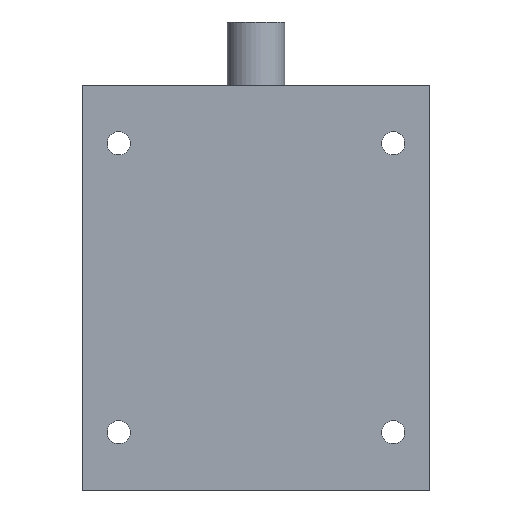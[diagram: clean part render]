
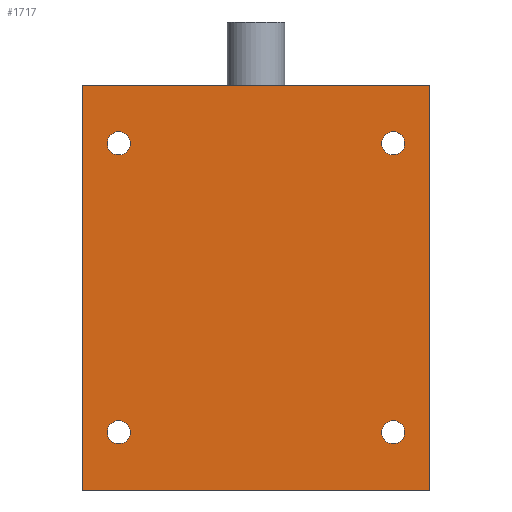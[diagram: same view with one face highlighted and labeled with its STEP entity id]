
A CAD part, front view. The second image highlights one B-rep face of the part: STEP entity #1717.
In plain terms, the highlighted planar face has unit normal (0, -1, 0).
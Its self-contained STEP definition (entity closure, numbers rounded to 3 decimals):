
#122=CARTESIAN_POINT('',(-43.5,0.,20.));
#123=VERTEX_POINT('',#122);
#124=CARTESIAN_POINT('',(-51.5,0.,20.));
#125=VERTEX_POINT('',#124);
#126=CARTESIAN_POINT('',(-47.5,0.,20.));
#127=DIRECTION('',(1.,0.,0.));
#128=DIRECTION('',(-0.,-1.,0.));
#129=AXIS2_PLACEMENT_3D('',#126,#128,#127);
#130=CIRCLE('',#129,4.);
#131=EDGE_CURVE('',#123,#125,#130,.T.);
#133=CARTESIAN_POINT('',(-47.5,0.,20.));
#134=DIRECTION('',(-1.,0.,0.));
#135=DIRECTION('',(0.,-1.,0.));
#136=AXIS2_PLACEMENT_3D('',#133,#135,#134);
#137=CIRCLE('',#136,4.);
#138=EDGE_CURVE('',#125,#123,#137,.T.);
#173=CARTESIAN_POINT('',(51.5,0.,20.));
#174=VERTEX_POINT('',#173);
#175=CARTESIAN_POINT('',(43.5,0.,20.));
#176=VERTEX_POINT('',#175);
#177=CARTESIAN_POINT('',(47.5,0.,20.));
#178=DIRECTION('',(1.,0.,0.));
#179=DIRECTION('',(-0.,-1.,0.));
#180=AXIS2_PLACEMENT_3D('',#177,#179,#178);
#181=CIRCLE('',#180,4.);
#182=EDGE_CURVE('',#174,#176,#181,.T.);
#184=CARTESIAN_POINT('',(47.5,0.,20.));
#185=DIRECTION('',(-1.,0.,0.));
#186=DIRECTION('',(0.,-1.,0.));
#187=AXIS2_PLACEMENT_3D('',#184,#186,#185);
#188=CIRCLE('',#187,4.);
#189=EDGE_CURVE('',#176,#174,#188,.T.);
#224=CARTESIAN_POINT('',(51.5,0.,120.));
#225=VERTEX_POINT('',#224);
#226=CARTESIAN_POINT('',(43.5,0.,120.));
#227=VERTEX_POINT('',#226);
#228=CARTESIAN_POINT('',(47.5,0.,120.));
#229=DIRECTION('',(1.,0.,0.));
#230=DIRECTION('',(-0.,-1.,0.));
#231=AXIS2_PLACEMENT_3D('',#228,#230,#229);
#232=CIRCLE('',#231,4.);
#233=EDGE_CURVE('',#225,#227,#232,.T.);
#235=CARTESIAN_POINT('',(47.5,0.,120.));
#236=DIRECTION('',(-1.,0.,0.));
#237=DIRECTION('',(0.,-1.,0.));
#238=AXIS2_PLACEMENT_3D('',#235,#237,#236);
#239=CIRCLE('',#238,4.);
#240=EDGE_CURVE('',#227,#225,#239,.T.);
#275=CARTESIAN_POINT('',(-43.5,0.,120.));
#276=VERTEX_POINT('',#275);
#277=CARTESIAN_POINT('',(-51.5,0.,120.));
#278=VERTEX_POINT('',#277);
#279=CARTESIAN_POINT('',(-47.5,0.,120.));
#280=DIRECTION('',(1.,0.,0.));
#281=DIRECTION('',(-0.,-1.,0.));
#282=AXIS2_PLACEMENT_3D('',#279,#281,#280);
#283=CIRCLE('',#282,4.);
#284=EDGE_CURVE('',#276,#278,#283,.T.);
#286=CARTESIAN_POINT('',(-47.5,0.,120.));
#287=DIRECTION('',(-1.,0.,0.));
#288=DIRECTION('',(0.,-1.,0.));
#289=AXIS2_PLACEMENT_3D('',#286,#288,#287);
#290=CIRCLE('',#289,4.);
#291=EDGE_CURVE('',#278,#276,#290,.T.);
#666=CARTESIAN_POINT('',(-60.,0.,140.));
#667=VERTEX_POINT('',#666);
#674=CARTESIAN_POINT('',(60.,0.,140.));
#675=VERTEX_POINT('',#674);
#676=CARTESIAN_POINT('',(-60.,0.,140.));
#677=DIRECTION('',(1.,0.,0.));
#678=VECTOR('',#677,120.);
#679=LINE('',#676,#678);
#680=EDGE_CURVE('',#667,#675,#679,.T.);
#1343=CARTESIAN_POINT('',(60.,0.,0.));
#1344=VERTEX_POINT('',#1343);
#1345=CARTESIAN_POINT('',(60.,0.,140.));
#1346=DIRECTION('',(0.,0.,-1.));
#1347=VECTOR('',#1346,140.);
#1348=LINE('',#1345,#1347);
#1349=EDGE_CURVE('',#675,#1344,#1348,.T.);
#1526=CARTESIAN_POINT('',(-60.,0.,0.));
#1527=VERTEX_POINT('',#1526);
#1534=CARTESIAN_POINT('',(60.,0.,0.));
#1535=DIRECTION('',(-1.,0.,0.));
#1536=VECTOR('',#1535,120.);
#1537=LINE('',#1534,#1536);
#1538=EDGE_CURVE('',#1344,#1527,#1537,.T.);
#1685=CARTESIAN_POINT('',(0.,0.,70.));
#1686=DIRECTION('',(1.,0.,0.));
#1687=DIRECTION('',(0.,-1.,0.));
#1688=AXIS2_PLACEMENT_3D('',#1685,#1687,#1686);
#1689=PLANE('',#1688);
#1690=ORIENTED_EDGE('',*,*,#680,.F.);
#1691=CARTESIAN_POINT('',(-60.,0.,140.));
#1692=DIRECTION('',(0.,0.,-1.));
#1693=VECTOR('',#1692,140.);
#1694=LINE('',#1691,#1693);
#1695=EDGE_CURVE('',#667,#1527,#1694,.T.);
#1696=ORIENTED_EDGE('E136',*,*,#1695,.T.);
#1697=ORIENTED_EDGE('E136',*,*,#1538,.F.);
#1698=ORIENTED_EDGE('E136',*,*,#1349,.F.);
#1699=EDGE_LOOP('',(#1690,#1696,#1697,#1698));
#1700=FACE_OUTER_BOUND('',#1699,.T.);
#1701=ORIENTED_EDGE('',*,*,#138,.F.);
#1702=ORIENTED_EDGE('',*,*,#131,.F.);
#1703=EDGE_LOOP('',(#1701,#1702));
#1704=FACE_BOUND('',#1703,.T.);
#1705=ORIENTED_EDGE('',*,*,#291,.F.);
#1706=ORIENTED_EDGE('',*,*,#284,.F.);
#1707=EDGE_LOOP('',(#1705,#1706));
#1708=FACE_BOUND('',#1707,.T.);
#1709=ORIENTED_EDGE('',*,*,#240,.F.);
#1710=ORIENTED_EDGE('',*,*,#233,.F.);
#1711=EDGE_LOOP('',(#1709,#1710));
#1712=FACE_BOUND('',#1711,.T.);
#1713=ORIENTED_EDGE('',*,*,#189,.F.);
#1714=ORIENTED_EDGE('',*,*,#182,.F.);
#1715=EDGE_LOOP('',(#1713,#1714));
#1716=FACE_BOUND('',#1715,.T.);
#1717=ADVANCED_FACE('F48',(#1700,#1704,#1708,#1712,#1716),#1689,.T.);
